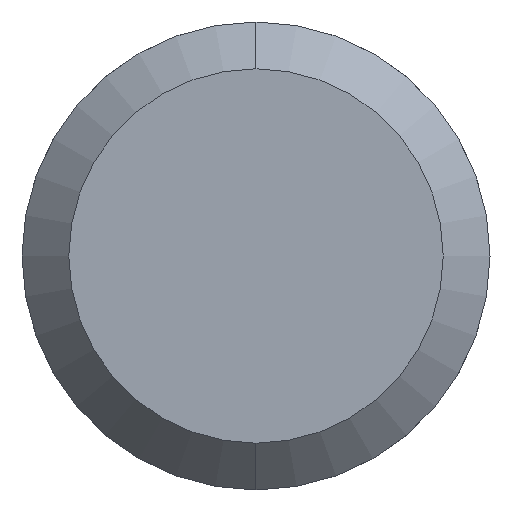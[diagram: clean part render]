
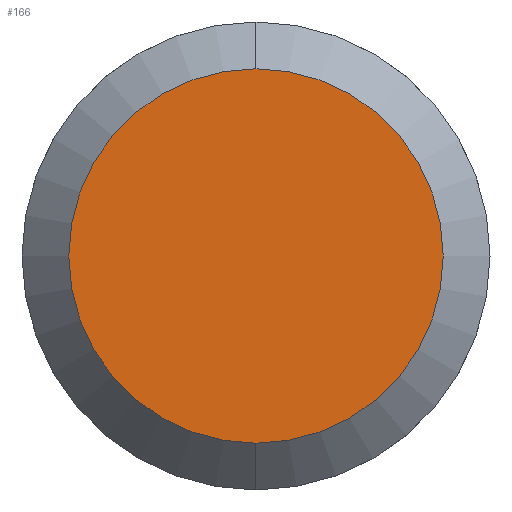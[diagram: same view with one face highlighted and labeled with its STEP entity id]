
A CAD part, left-side view. The second image highlights one B-rep face of the part: STEP entity #166.
In plain terms, the highlighted planar face has unit normal (-1, 0, 0).
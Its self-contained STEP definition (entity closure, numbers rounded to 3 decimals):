
#3 = PLANE ( 'NONE',  #6 ) ;
#4 = DIRECTION ( 'NONE',  ( 1., 0., 0. ) ) ;
#5 = DIRECTION ( 'NONE',  ( 0., 0., -1. ) ) ;
#6 = AXIS2_PLACEMENT_3D ( 'NONE', #7, #4, #5 ) ;
#7 = CARTESIAN_POINT ( 'NONE',  ( -60.178, 0., 0. ) ) ;
#38 = VERTEX_POINT ( 'NONE', #291 ) ;
#48 = EDGE_CURVE ( 'NONE', #38, #49, #328, .T. ) ;
#49 = VERTEX_POINT ( 'NONE', #323 ) ;
#145 = EDGE_CURVE ( 'NONE', #49, #38, #515, .T. ) ;
#146 = ORIENTED_EDGE ( 'NONE', *, *, #48, .T. ) ;
#166 = ADVANCED_FACE ( 'NONE', ( #492 ), #3, .F. ) ;
#167 = EDGE_LOOP ( 'NONE', ( #168, #146 ) ) ;
#168 = ORIENTED_EDGE ( 'NONE', *, *, #145, .T. ) ;
#291 = CARTESIAN_POINT ( 'NONE',  ( -60.178, 0., 6. ) ) ;
#323 = CARTESIAN_POINT ( 'NONE',  ( -60.178, 0., -6. ) ) ;
#324 = DIRECTION ( 'NONE',  ( 0., 0., -1. ) ) ;
#325 = DIRECTION ( 'NONE',  ( -1., 0., 0. ) ) ;
#326 = CARTESIAN_POINT ( 'NONE',  ( -60.178, 0., 0. ) ) ;
#327 = AXIS2_PLACEMENT_3D ( 'NONE', #326, #325, #324 ) ;
#328 = CIRCLE ( 'NONE', #327, 6. ) ;
#492 = FACE_OUTER_BOUND ( 'NONE', #167, .T. ) ;
#511 = DIRECTION ( 'NONE',  ( 0., 0., -1. ) ) ;
#512 = DIRECTION ( 'NONE',  ( -1., 0., 0. ) ) ;
#513 = CARTESIAN_POINT ( 'NONE',  ( -60.178, 0., 0. ) ) ;
#514 = AXIS2_PLACEMENT_3D ( 'NONE', #513, #512, #511 ) ;
#515 = CIRCLE ( 'NONE', #514, 6. ) ;
